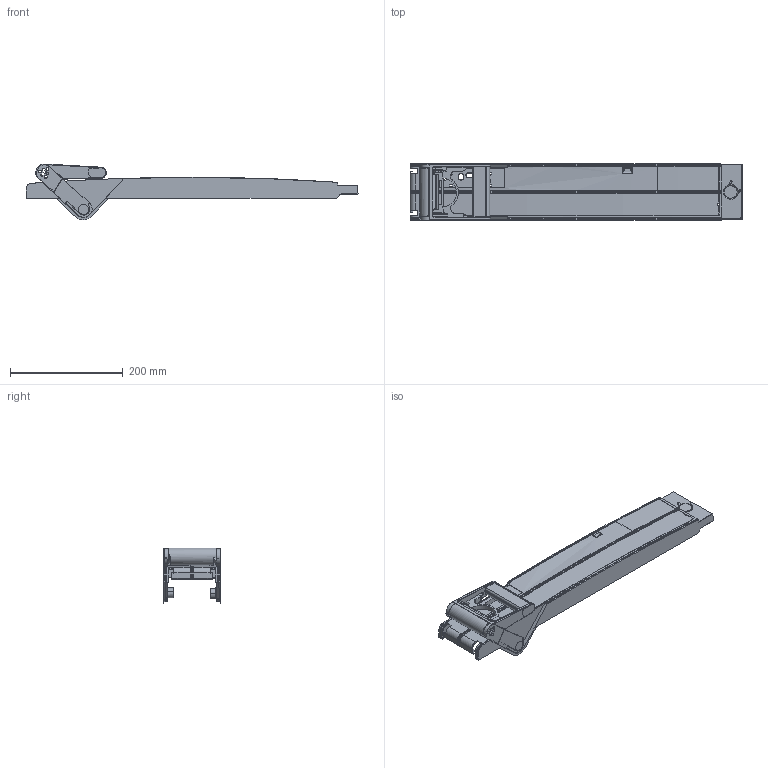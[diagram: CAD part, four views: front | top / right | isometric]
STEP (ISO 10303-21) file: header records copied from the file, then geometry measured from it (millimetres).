
FILE_DESCRIPTION((''),'2;1');
FILE_NAME('PRT0005','2023-04-18T17:29:23',('20724'),(''),'CREO PARAMETRIC BY PTC INC, 2016390','CREO PARAMETRIC BY PTC INC, 2016390','');
FILE_SCHEMA(('AUTOMOTIVE_DESIGN { 1 0 10303 214 1 1 1 1 }'));
Length unit declared in the file: millimetre
Products named in the file (1): PRT0005
Bounding box: 590 x 100.18 x 99.36 mm (x, y, z)
Surface area: 183410.4 mm2 (no closed solid volume)
Topology: 0 solids, 19 shells, 570 faces, 1990 edges, 1438 vertices
Faces by surface type: plane 313, cylinder 178, bspline 31, torus 24, cone 10, extrusion 8, sphere 5, revolution 1
Entity records: 30792 total; most frequent: CARTESIAN_POINT 8291, ORIENTED_EDGE 3536, DIRECTION 3088, EDGE_CURVE 1985, PRESENTATION_STYLE_ASSIGNMENT 1914, STYLED_ITEM 1914, CURVE_STYLE 1885, VERTEX_POINT 1438
